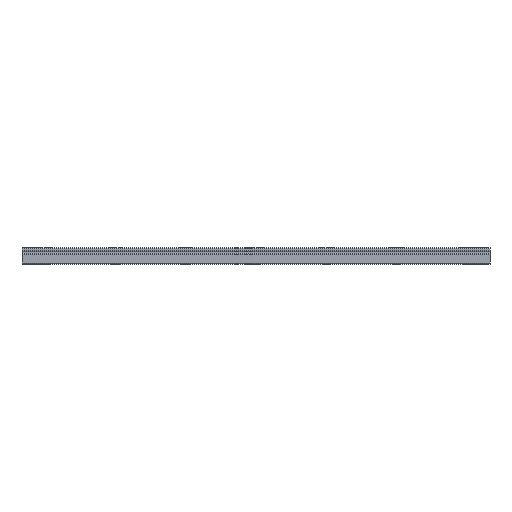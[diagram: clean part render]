
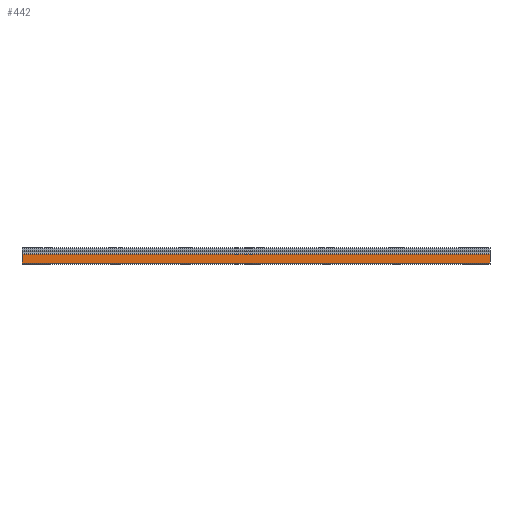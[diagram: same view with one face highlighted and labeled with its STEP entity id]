
A CAD part, left-side view. The second image highlights one B-rep face of the part: STEP entity #442.
In plain terms, the highlighted planar face has unit normal (-1, 0, 0).
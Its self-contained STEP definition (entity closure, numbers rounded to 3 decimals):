
#88 = CARTESIAN_POINT ( 'NONE',  ( -9., -100., 0.5 ) ) ;
#95 = VECTOR ( 'NONE', #1721, 1000. ) ;
#134 = VECTOR ( 'NONE', #1892, 1000. ) ;
#167 = LINE ( 'NONE', #768, #552 ) ;
#181 = EDGE_CURVE ( 'NONE', #1881, #217, #167, .T. ) ;
#184 = LINE ( 'NONE', #1559, #134 ) ;
#191 = PLANE ( 'NONE',  #881 ) ;
#201 = DIRECTION ( 'NONE',  ( 0., 0., 1. ) ) ;
#217 = VERTEX_POINT ( 'NONE', #1297 ) ;
#359 = ORIENTED_EDGE ( 'NONE', *, *, #388, .T. ) ;
#388 = EDGE_CURVE ( 'NONE', #1887, #1173, #675, .T. ) ;
#442 = ADVANCED_FACE ( 'NONE', ( #1249 ), #191, .T. ) ;
#491 = CARTESIAN_POINT ( 'NONE',  ( -9., -100., 4.214 ) ) ;
#498 = DIRECTION ( 'NONE',  ( 0., 1., 0. ) ) ;
#504 = CARTESIAN_POINT ( 'NONE',  ( -9., -100., 4.214 ) ) ;
#515 = VECTOR ( 'NONE', #201, 1000. ) ;
#552 = VECTOR ( 'NONE', #1372, 1000. ) ;
#617 = CARTESIAN_POINT ( 'NONE',  ( -9., 100., 4.214 ) ) ;
#641 = EDGE_LOOP ( 'NONE', ( #1664, #874, #774, #359 ) ) ;
#675 = LINE ( 'NONE', #504, #95 ) ;
#768 = CARTESIAN_POINT ( 'NONE',  ( -9., -100., 0.5 ) ) ;
#774 = ORIENTED_EDGE ( 'NONE', *, *, #921, .T. ) ;
#790 = CARTESIAN_POINT ( 'NONE',  ( -9., -100., 4.214 ) ) ;
#801 = LINE ( 'NONE', #491, #515 ) ;
#870 = EDGE_CURVE ( 'NONE', #217, #1173, #184, .T. ) ;
#874 = ORIENTED_EDGE ( 'NONE', *, *, #181, .F. ) ;
#881 = AXIS2_PLACEMENT_3D ( 'NONE', #790, #1417, #498 ) ;
#921 = EDGE_CURVE ( 'NONE', #1881, #1887, #801, .T. ) ;
#1173 = VERTEX_POINT ( 'NONE', #617 ) ;
#1249 = FACE_OUTER_BOUND ( 'NONE', #641, .T. ) ;
#1297 = CARTESIAN_POINT ( 'NONE',  ( -9., 100., 0.5 ) ) ;
#1372 = DIRECTION ( 'NONE',  ( 0., 1., 0. ) ) ;
#1417 = DIRECTION ( 'NONE',  ( -1., 0., 0. ) ) ;
#1559 = CARTESIAN_POINT ( 'NONE',  ( -9., 100., 4.214 ) ) ;
#1604 = CARTESIAN_POINT ( 'NONE',  ( -9., -100., 4.214 ) ) ;
#1664 = ORIENTED_EDGE ( 'NONE', *, *, #870, .F. ) ;
#1721 = DIRECTION ( 'NONE',  ( 0., 1., 0. ) ) ;
#1881 = VERTEX_POINT ( 'NONE', #88 ) ;
#1887 = VERTEX_POINT ( 'NONE', #1604 ) ;
#1892 = DIRECTION ( 'NONE',  ( 0., 0., 1. ) ) ;
